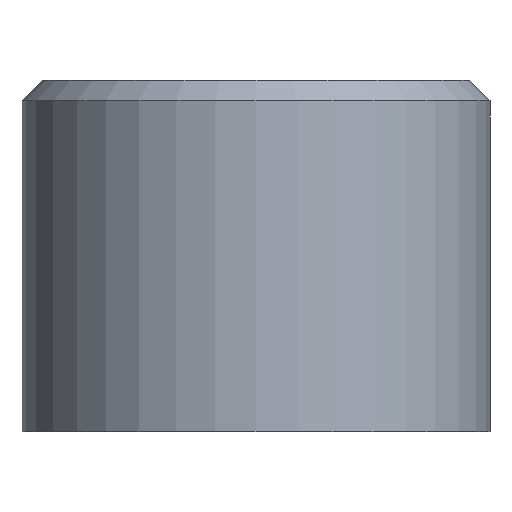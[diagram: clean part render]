
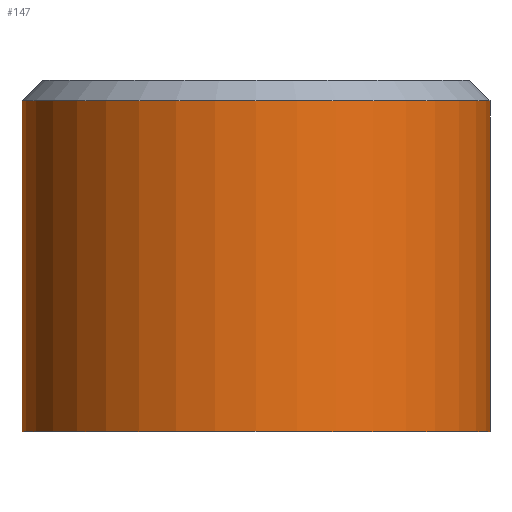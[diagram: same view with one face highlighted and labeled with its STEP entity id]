
A CAD part, left-side view. The second image highlights one B-rep face of the part: STEP entity #147.
In plain terms, the highlighted cylindrical face has radius 8 mm (diameter 16 mm), a full revolution.
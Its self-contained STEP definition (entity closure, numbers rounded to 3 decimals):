
#17=CYLINDRICAL_SURFACE('',#177,8.);
#31=FACE_OUTER_BOUND('',#43,.T.);
#43=EDGE_LOOP('',(#116,#117,#118,#119));
#54=LINE('',#257,#62);
#62=VECTOR('',#214,8.);
#71=CIRCLE('',#175,8.);
#72=CIRCLE('',#178,8.);
#80=VERTEX_POINT('',#250);
#81=VERTEX_POINT('',#255);
#93=EDGE_CURVE('',#80,#80,#71,.T.);
#94=EDGE_CURVE('',#81,#81,#72,.T.);
#95=EDGE_CURVE('',#81,#80,#54,.T.);
#116=ORIENTED_EDGE('',*,*,#94,.F.);
#117=ORIENTED_EDGE('',*,*,#95,.T.);
#118=ORIENTED_EDGE('',*,*,#93,.F.);
#119=ORIENTED_EDGE('',*,*,#95,.F.);
#147=ADVANCED_FACE('',(#31),#17,.T.);
#175=AXIS2_PLACEMENT_3D('',#252,#206,#207);
#177=AXIS2_PLACEMENT_3D('',#254,#210,#211);
#178=AXIS2_PLACEMENT_3D('',#256,#212,#213);
#206=DIRECTION('center_axis',(0.,0.,1.));
#207=DIRECTION('ref_axis',(1.,0.,0.));
#210=DIRECTION('center_axis',(0.,0.,-1.));
#211=DIRECTION('ref_axis',(1.,0.,0.));
#212=DIRECTION('center_axis',(0.,0.,-1.));
#213=DIRECTION('ref_axis',(1.,0.,0.));
#214=DIRECTION('',(0.,0.,1.));
#250=CARTESIAN_POINT('',(-8.,0.,3.3));
#252=CARTESIAN_POINT('Origin',(0.,0.,3.3));
#254=CARTESIAN_POINT('Origin',(0.,0.,0.));
#255=CARTESIAN_POINT('',(-8.,0.,-8.));
#256=CARTESIAN_POINT('Origin',(0.,0.,-8.));
#257=CARTESIAN_POINT('',(-8.,0.,0.));
